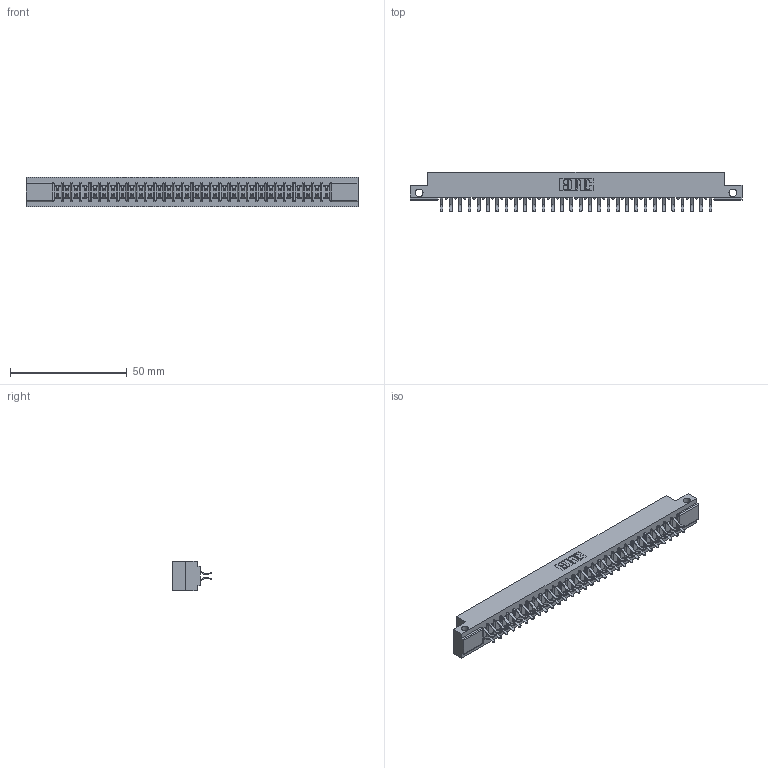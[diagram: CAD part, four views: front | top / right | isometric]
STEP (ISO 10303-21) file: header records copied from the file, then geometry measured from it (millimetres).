
FILE_DESCRIPTION (( 'STEP AP203' ), '1' );
FILE_NAME ('357-060-456-212.STEP', '2020-10-04T13:57:53', ( '' ), ( '' ), 'SwSTEP 2.0', 'SolidWorks 2020', '' );
FILE_SCHEMA (( 'CONFIG_CONTROL_DESIGN' ));
Length unit declared in the file: inch
Products named in the file (3): 307-290-001_556; 357-060-456-212; 307 Part_.128 Dia Side Mounting Holes
Assembly tree (61 placements, depth 2):
  357-060-456-212
    307 Part_.128 Dia Side Mounting Holes
    307-290-001_556  x60
Bounding box: 141.88 x 16.97 x 12.7 mm (x, y, z)
Volume: 14849.7 mm3; surface area: 17754.7 mm2
Topology: 61 solids, 61 shells, 3149 faces, 8843 edges, 5730 vertices
Faces by surface type: plane 2050, cylinder 1037, sphere 62
Entity records: 28264 total; most frequent: CARTESIAN_POINT 4626, ORIENTED_EDGE 4582, DIRECTION 4537, EDGE_CURVE 2291, VECTOR 1751, LINE 1751, VERTEX_POINT 1482, AXIS2_PLACEMENT_3D 1393
